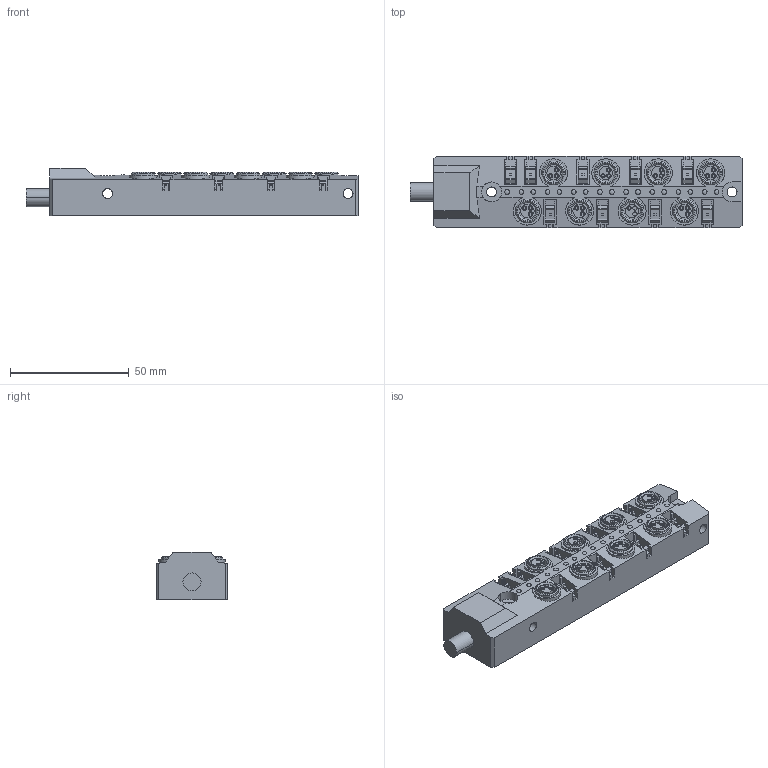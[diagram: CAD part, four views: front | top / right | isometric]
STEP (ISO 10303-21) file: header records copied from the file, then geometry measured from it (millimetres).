
FILE_DESCRIPTION((''),'2;1');
FILE_NAME('CAD-7141','2021-02-03T14:11:09',('creinig-se'),(''),'CREO PARAMETRIC BY PTC INC, 2019292','CREO PARAMETRIC BY PTC INC, 2019292','');
FILE_SCHEMA(('CONFIG_CONTROL_DESIGN','SHAPE_APPEARANCE_LAYERS_GROUPS'));
Length unit declared in the file: millimetre
Products named in the file (1): CAD-7141
Bounding box: 139.5 x 30 x 20 mm (x, y, z)
Volume: 60777.4 mm3; surface area: 19495.3 mm2
Topology: 1 solids, 1 shells, 634 faces, 1656 edges, 1108 vertices
Faces by surface type: plane 408, cylinder 129, cone 80, sphere 17
Entity records: 26937 total; most frequent: CARTESIAN_POINT 3763, DIRECTION 3322, ORIENTED_EDGE 3312, PRESENTATION_STYLE_ASSIGNMENT 1830, STYLED_ITEM 1658, CURVE_STYLE 1657, EDGE_CURVE 1656, VECTOR 1208
